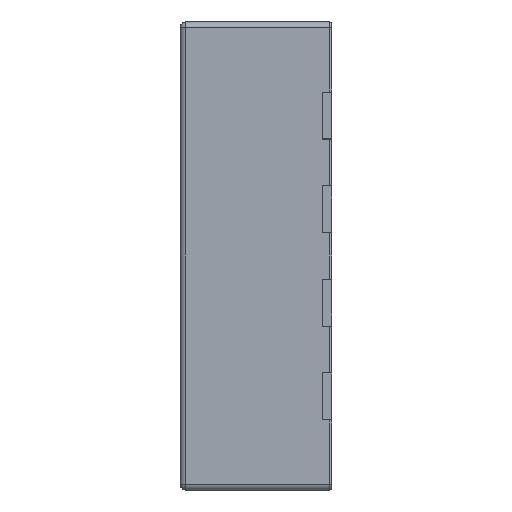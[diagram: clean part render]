
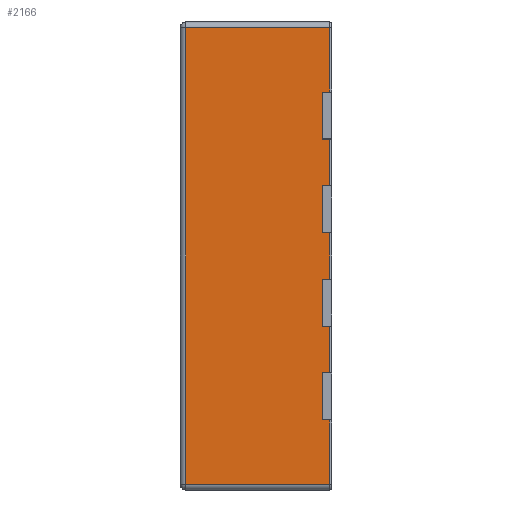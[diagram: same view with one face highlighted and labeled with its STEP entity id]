
A CAD part, left-side view. The second image highlights one B-rep face of the part: STEP entity #2166.
In plain terms, the highlighted planar face has unit normal (-1, 0, 0).
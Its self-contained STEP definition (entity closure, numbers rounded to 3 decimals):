
#689=EDGE_CURVE('NONE',#690,#692,#694,.T.);
#690=VERTEX_POINT('NONE',#691);
#691=CARTESIAN_POINT('',(-1.5,0.05,0.376));
#692=VERTEX_POINT('NONE',#693);
#693=CARTESIAN_POINT('',(-1.5,0.05,0.124));
#694=LINE('',#695,#696);
#695=CARTESIAN_POINT('',(-1.5,0.05,-1.25));
#696=VECTOR('',#697,1.0);
#697=DIRECTION('',(0.,0.0,-1.0));
#763=EDGE_CURVE('NONE',#764,#766,#768,.T.);
#764=VERTEX_POINT('NONE',#765);
#765=CARTESIAN_POINT('',(-1.5,0.05,0.876));
#766=VERTEX_POINT('NONE',#767);
#767=CARTESIAN_POINT('',(-1.5,0.05,0.624));
#768=LINE('',#769,#770);
#769=CARTESIAN_POINT('',(-1.5,0.05,-1.25));
#770=VECTOR('',#771,1.0);
#771=DIRECTION('',(0.,0.0,-1.0));
#1355=EDGE_CURVE('NONE',#1356,#1358,#1360,.T.);
#1356=VERTEX_POINT('NONE',#1357);
#1357=CARTESIAN_POINT('',(-1.5,0.05,-0.124));
#1358=VERTEX_POINT('NONE',#1359);
#1359=CARTESIAN_POINT('',(-1.5,0.05,-0.376));
#1360=LINE('',#1361,#1362);
#1361=CARTESIAN_POINT('',(-1.5,0.05,-1.25));
#1362=VECTOR('',#1363,1.0);
#1363=DIRECTION('',(0.,0.0,-1.0));
#1429=EDGE_CURVE('NONE',#1430,#1432,#1434,.T.);
#1430=VERTEX_POINT('NONE',#1431);
#1431=CARTESIAN_POINT('',(-1.5,0.05,-0.624));
#1432=VERTEX_POINT('NONE',#1433);
#1433=CARTESIAN_POINT('',(-1.5,0.05,-0.876));
#1434=LINE('',#1435,#1436);
#1435=CARTESIAN_POINT('',(-1.5,0.05,-1.25));
#1436=VECTOR('',#1437,1.0);
#1437=DIRECTION('',(0.,0.0,-1.0));
#2014=EDGE_CURVE('NONE',#2015,#2017,#2019,.F.);
#2015=VERTEX_POINT('NONE',#2016);
#2016=CARTESIAN_POINT('',(-1.5,0.01,-0.376));
#2017=VERTEX_POINT('NONE',#2018);
#2018=CARTESIAN_POINT('',(-1.5,0.01,-0.624));
#2019=LINE('',#2020,#2021);
#2020=CARTESIAN_POINT('',(-1.5,0.01,-1.25));
#2021=VECTOR('',#2022,1.0);
#2022=DIRECTION('',(0.,0.0,1.0));
#2047=EDGE_CURVE('NONE',#2048,#2050,#2052,.F.);
#2048=VERTEX_POINT('NONE',#2049);
#2049=CARTESIAN_POINT('',(-1.5,0.01,0.124));
#2050=VERTEX_POINT('NONE',#2051);
#2051=CARTESIAN_POINT('',(-1.5,0.01,-0.124));
#2052=LINE('',#2053,#2054);
#2053=CARTESIAN_POINT('',(-1.5,0.01,-1.25));
#2054=VECTOR('',#2055,1.0);
#2055=DIRECTION('',(0.,0.0,1.0));
#2080=EDGE_CURVE('NONE',#2081,#2083,#2085,.F.);
#2081=VERTEX_POINT('NONE',#2082);
#2082=CARTESIAN_POINT('',(-1.5,0.01,0.624));
#2083=VERTEX_POINT('NONE',#2084);
#2084=CARTESIAN_POINT('',(-1.5,0.01,0.376));
#2085=LINE('',#2086,#2087);
#2086=CARTESIAN_POINT('',(-1.5,0.01,-1.25));
#2087=VECTOR('',#2088,1.0);
#2088=DIRECTION('',(0.,0.0,1.0));
#2113=EDGE_CURVE('NONE',#2114,#2116,#2118,.F.);
#2114=VERTEX_POINT('NONE',#2115);
#2115=CARTESIAN_POINT('',(-1.5,0.01,1.22));
#2116=VERTEX_POINT('NONE',#2117);
#2117=CARTESIAN_POINT('',(-1.5,0.01,0.876));
#2118=LINE('',#2119,#2120);
#2119=CARTESIAN_POINT('',(-1.5,0.01,-1.25));
#2120=VECTOR('',#2121,1.0);
#2121=DIRECTION('',(0.,0.0,1.0));
#2166=ADVANCED_FACE('NONE',(#2167),#2257,.F.);
#2167=FACE_BOUND('NONE',#2168,.T.);
#2168=EDGE_LOOP('',(#2169,#2179,#2185,#2186,#2192,#2193,#2199,#2200,#2206,#2207,#2213,#2214,#2220,#2221,#2227,#2228,#2234,#2235,#2243,#2251));
#2169=ORIENTED_EDGE('',*,*,#2170,.T.);
#2170=EDGE_CURVE('NONE',#2171,#2173,#2175,.T.);
#2171=VERTEX_POINT('NONE',#2172);
#2172=CARTESIAN_POINT('',(-1.5,0.01,-1.22));
#2173=VERTEX_POINT('NONE',#2174);
#2174=CARTESIAN_POINT('',(-1.5,0.01,-0.876));
#2175=LINE('',#2176,#2177);
#2176=CARTESIAN_POINT('',(-1.5,0.01,-1.25));
#2177=VECTOR('',#2178,1.0);
#2178=DIRECTION('',(0.,0.0,1.0));
#2179=ORIENTED_EDGE('',*,*,#2180,.T.);
#2180=EDGE_CURVE('NONE',#2173,#1432,#2181,.T.);
#2181=LINE('',#2182,#2183);
#2182=CARTESIAN_POINT('',(-1.5,0.81,-0.876));
#2183=VECTOR('',#2184,1.0);
#2184=DIRECTION('',(0.0,1.0,0.0));
#2185=ORIENTED_EDGE('',*,*,#1429,.F.);
#2186=ORIENTED_EDGE('',*,*,#2187,.T.);
#2187=EDGE_CURVE('NONE',#1430,#2017,#2188,.F.);
#2188=LINE('',#2189,#2190);
#2189=CARTESIAN_POINT('',(-1.5,0.81,-0.624));
#2190=VECTOR('',#2191,1.0);
#2191=DIRECTION('',(0.0,1.0,0.0));
#2192=ORIENTED_EDGE('',*,*,#2014,.F.);
#2193=ORIENTED_EDGE('',*,*,#2194,.T.);
#2194=EDGE_CURVE('NONE',#2015,#1358,#2195,.T.);
#2195=LINE('',#2196,#2197);
#2196=CARTESIAN_POINT('',(-1.5,0.81,-0.376));
#2197=VECTOR('',#2198,1.0);
#2198=DIRECTION('',(0.0,1.0,0.0));
#2199=ORIENTED_EDGE('',*,*,#1355,.F.);
#2200=ORIENTED_EDGE('',*,*,#2201,.T.);
#2201=EDGE_CURVE('NONE',#1356,#2050,#2202,.F.);
#2202=LINE('',#2203,#2204);
#2203=CARTESIAN_POINT('',(-1.5,0.81,-0.124));
#2204=VECTOR('',#2205,1.0);
#2205=DIRECTION('',(0.0,1.0,0.0));
#2206=ORIENTED_EDGE('',*,*,#2047,.F.);
#2207=ORIENTED_EDGE('',*,*,#2208,.T.);
#2208=EDGE_CURVE('NONE',#2048,#692,#2209,.T.);
#2209=LINE('',#2210,#2211);
#2210=CARTESIAN_POINT('',(-1.5,0.81,0.124));
#2211=VECTOR('',#2212,1.0);
#2212=DIRECTION('',(0.0,1.0,0.0));
#2213=ORIENTED_EDGE('',*,*,#689,.F.);
#2214=ORIENTED_EDGE('',*,*,#2215,.T.);
#2215=EDGE_CURVE('NONE',#690,#2083,#2216,.F.);
#2216=LINE('',#2217,#2218);
#2217=CARTESIAN_POINT('',(-1.5,0.81,0.376));
#2218=VECTOR('',#2219,1.0);
#2219=DIRECTION('',(0.0,1.0,0.0));
#2220=ORIENTED_EDGE('',*,*,#2080,.F.);
#2221=ORIENTED_EDGE('',*,*,#2222,.T.);
#2222=EDGE_CURVE('NONE',#2081,#766,#2223,.T.);
#2223=LINE('',#2224,#2225);
#2224=CARTESIAN_POINT('',(-1.5,0.81,0.624));
#2225=VECTOR('',#2226,1.0);
#2226=DIRECTION('',(0.0,1.0,0.0));
#2227=ORIENTED_EDGE('',*,*,#763,.F.);
#2228=ORIENTED_EDGE('',*,*,#2229,.T.);
#2229=EDGE_CURVE('NONE',#764,#2116,#2230,.F.);
#2230=LINE('',#2231,#2232);
#2231=CARTESIAN_POINT('',(-1.5,0.81,0.876));
#2232=VECTOR('',#2233,1.0);
#2233=DIRECTION('',(0.0,1.0,0.0));
#2234=ORIENTED_EDGE('',*,*,#2113,.F.);
#2235=ORIENTED_EDGE('',*,*,#2236,.T.);
#2236=EDGE_CURVE('NONE',#2114,#2237,#2239,.T.);
#2237=VERTEX_POINT('NONE',#2238);
#2238=CARTESIAN_POINT('',(-1.5,0.78,1.22));
#2239=LINE('',#2240,#2241);
#2240=CARTESIAN_POINT('',(-1.5,0.81,1.22));
#2241=VECTOR('',#2242,1.0);
#2242=DIRECTION('',(0.0,1.0,0.0));
#2243=ORIENTED_EDGE('',*,*,#2244,.T.);
#2244=EDGE_CURVE('NONE',#2237,#2245,#2247,.T.);
#2245=VERTEX_POINT('NONE',#2246);
#2246=CARTESIAN_POINT('',(-1.5,0.78,-1.22));
#2247=LINE('',#2248,#2249);
#2248=CARTESIAN_POINT('',(-1.5,0.78,-1.25));
#2249=VECTOR('',#2250,1.0);
#2250=DIRECTION('',(0.,0.0,-1.0));
#2251=ORIENTED_EDGE('',*,*,#2252,.T.);
#2252=EDGE_CURVE('NONE',#2245,#2171,#2253,.T.);
#2253=LINE('',#2254,#2255);
#2254=CARTESIAN_POINT('',(-1.5,0.81,-1.22));
#2255=VECTOR('',#2256,1.0);
#2256=DIRECTION('',(0.0,-1.0,0.0));
#2257=PLANE('',#2258);
#2258=AXIS2_PLACEMENT_3D('',#2259,#2260,#2261);
#2259=CARTESIAN_POINT('',(-1.5,0.81,-1.25));
#2260=DIRECTION('',(1.0,0.0,0.));
#2261=DIRECTION('',(0.,0.0,-1.0));
